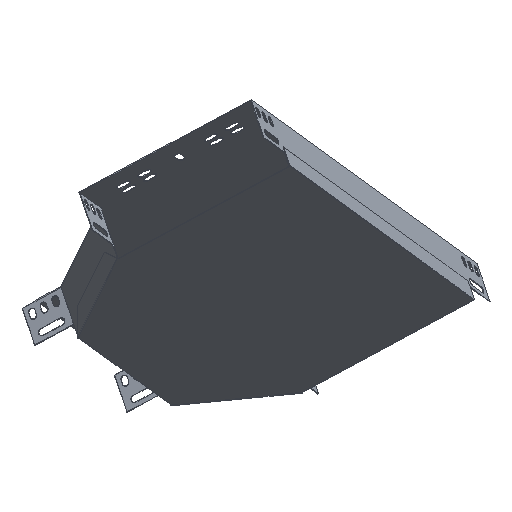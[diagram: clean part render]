
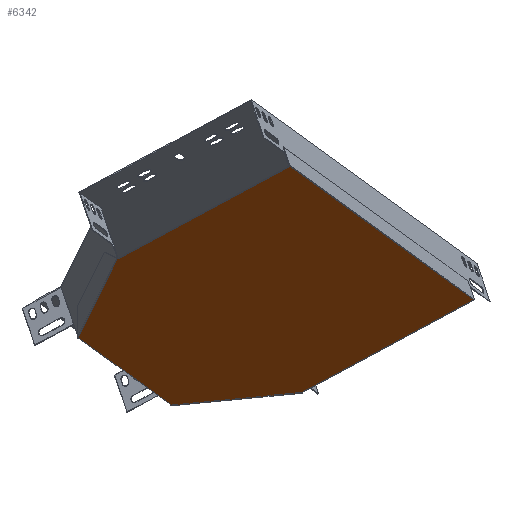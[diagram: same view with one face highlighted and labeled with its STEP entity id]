
A CAD part, front view. The second image highlights one B-rep face of the part: STEP entity #6342.
In plain terms, the highlighted planar face has unit normal (0.283, -0.485, -0.827).
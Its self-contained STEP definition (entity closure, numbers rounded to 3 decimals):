
#116 = ORIENTED_EDGE ( 'NONE', *, *, #4220, .T. ) ;
#281 = CARTESIAN_POINT ( 'NONE',  ( -177.551, 163.465, 67.4 ) ) ;
#380 = VECTOR ( 'NONE', #7138, 1000. ) ;
#399 = CARTESIAN_POINT ( 'NONE',  ( -176.999, 163.696, 67.453 ) ) ;
#403 = CARTESIAN_POINT ( 'NONE',  ( 32.231, -4.339, 237.598 ) ) ;
#422 = DIRECTION ( 'NONE',  ( -0.845, 0.283, -0.455 ) ) ;
#564 = ORIENTED_EDGE ( 'NONE', *, *, #4321, .T. ) ;
#704 = LINE ( 'NONE', #752, #8163 ) ;
#709 = CARTESIAN_POINT ( 'NONE',  ( 44.238, 384.247, 13.679 ) ) ;
#749 = VECTOR ( 'NONE', #422, 1000. ) ;
#752 = CARTESIAN_POINT ( 'NONE',  ( -138.574, 52.454, 145.869 ) ) ;
#774 = EDGE_CURVE ( 'NONE', #6808, #4017, #3330, .T. ) ;
#809 = LINE ( 'NONE', #8136, #8261 ) ;
#821 = EDGE_CURVE ( 'NONE', #859, #4353, #809, .T. ) ;
#859 = VERTEX_POINT ( 'NONE', #5833 ) ;
#1160 = ORIENTED_EDGE ( 'NONE', *, *, #774, .F. ) ;
#1788 = VECTOR ( 'NONE', #2293, 1000. ) ;
#1794 = LINE ( 'NONE', #2651, #4636 ) ;
#1799 = CARTESIAN_POINT ( 'NONE',  ( -138.022, 52.685, 145.922 ) ) ;
#2160 = DIRECTION ( 'NONE',  ( 0.919, 0.385, 0.088 ) ) ;
#2293 = DIRECTION ( 'NONE',  ( 0.276, -0.785, 0.555 ) ) ;
#2473 = CARTESIAN_POINT ( 'NONE',  ( -139.309, 52.146, 145.799 ) ) ;
#2606 = LINE ( 'NONE', #5305, #749 ) ;
#2619 = CARTESIAN_POINT ( 'NONE',  ( 44.073, 384.718, 13.346 ) ) ;
#2649 = DIRECTION ( 'NONE',  ( 0.276, -0.785, 0.555 ) ) ;
#2651 = CARTESIAN_POINT ( 'NONE',  ( -176.999, 163.696, 67.453 ) ) ;
#3056 = PLANE ( 'NONE',  #3540 ) ;
#3163 = CARTESIAN_POINT ( 'NONE',  ( 44.238, 384.247, 13.679 ) ) ;
#3330 = LINE ( 'NONE', #5513, #6657 ) ;
#3377 = DIRECTION ( 'NONE',  ( 0.455, 0.827, -0.33 ) ) ;
#3540 = AXIS2_PLACEMENT_3D ( 'NONE', #3738, #8887, #4441 ) ;
#3554 = VERTEX_POINT ( 'NONE', #8704 ) ;
#3738 = CARTESIAN_POINT ( 'NONE',  ( -216.132, 275.15, -11.33 ) ) ;
#3861 = ORIENTED_EDGE ( 'NONE', *, *, #821, .F. ) ;
#3893 = EDGE_CURVE ( 'NONE', #4380, #7816, #1794, .T. ) ;
#4017 = VERTEX_POINT ( 'NONE', #4298 ) ;
#4020 = EDGE_LOOP ( 'NONE', ( #5177, #8002, #5687, #7632, #564, #1160, #8753, #5700, #3861, #116 ) ) ;
#4127 = EDGE_CURVE ( 'NONE', #6835, #7816, #5480, .T. ) ;
#4176 = VECTOR ( 'NONE', #6698, 1000. ) ;
#4220 = EDGE_CURVE ( 'NONE', #859, #4380, #6527, .T. ) ;
#4298 = CARTESIAN_POINT ( 'NONE',  ( 214.492, 327.223, 105.355 ) ) ;
#4321 = EDGE_CURVE ( 'NONE', #4540, #4017, #8145, .T. ) ;
#4353 = VERTEX_POINT ( 'NONE', #2473 ) ;
#4380 = VERTEX_POINT ( 'NONE', #399 ) ;
#4381 = VERTEX_POINT ( 'NONE', #1799 ) ;
#4389 = EDGE_CURVE ( 'NONE', #6808, #4381, #2606, .T. ) ;
#4441 = DIRECTION ( 'NONE',  ( -0.455, -0.827, 0.33 ) ) ;
#4540 = VERTEX_POINT ( 'NONE', #709 ) ;
#4629 = VECTOR ( 'NONE', #5844, 1000. ) ;
#4636 = VECTOR ( 'NONE', #3377, 1000. ) ;
#5177 = ORIENTED_EDGE ( 'NONE', *, *, #3893, .T. ) ;
#5305 = CARTESIAN_POINT ( 'NONE',  ( 31.556, -4.113, 237.234 ) ) ;
#5480 = LINE ( 'NONE', #6511, #1788 ) ;
#5513 = CARTESIAN_POINT ( 'NONE',  ( 31.717, -5.275, 237.971 ) ) ;
#5687 = ORIENTED_EDGE ( 'NONE', *, *, #7979, .T. ) ;
#5700 = ORIENTED_EDGE ( 'NONE', *, *, #9080, .F. ) ;
#5833 = CARTESIAN_POINT ( 'NONE',  ( -178.286, 163.157, 67.329 ) ) ;
#5844 = DIRECTION ( 'NONE',  ( 0.919, 0.385, 0.088 ) ) ;
#6049 = LINE ( 'NONE', #2619, #7963 ) ;
#6156 = LINE ( 'NONE', #8658, #380 ) ;
#6204 = DIRECTION ( 'NONE',  ( 0.455, 0.827, -0.33 ) ) ;
#6342 = ADVANCED_FACE ( 'NONE', ( #8351 ), #3056, .F. ) ;
#6511 = CARTESIAN_POINT ( 'NONE',  ( -85.853, 330.278, 0.866 ) ) ;
#6527 = LINE ( 'NONE', #281, #4629 ) ;
#6657 = VECTOR ( 'NONE', #6204, 1000. ) ;
#6698 = DIRECTION ( 'NONE',  ( 0.845, -0.283, 0.455 ) ) ;
#6808 = VERTEX_POINT ( 'NONE', #403 ) ;
#6835 = VERTEX_POINT ( 'NONE', #9079 ) ;
#7138 = DIRECTION ( 'NONE',  ( 0.919, 0.385, 0.088 ) ) ;
#7632 = ORIENTED_EDGE ( 'NONE', *, *, #8570, .T. ) ;
#7816 = VERTEX_POINT ( 'NONE', #8930 ) ;
#7963 = VECTOR ( 'NONE', #2649, 1000. ) ;
#7979 = EDGE_CURVE ( 'NONE', #6835, #3554, #6156, .T. ) ;
#8002 = ORIENTED_EDGE ( 'NONE', *, *, #4127, .F. ) ;
#8136 = CARTESIAN_POINT ( 'NONE',  ( -178.597, 164.045, 66.702 ) ) ;
#8145 = LINE ( 'NONE', #3163, #4176 ) ;
#8163 = VECTOR ( 'NONE', #2160, 1000. ) ;
#8261 = VECTOR ( 'NONE', #8864, 1000. ) ;
#8351 = FACE_OUTER_BOUND ( 'NONE', #4020, .T. ) ;
#8570 = EDGE_CURVE ( 'NONE', #3554, #4540, #6049, .T. ) ;
#8658 = CARTESIAN_POINT ( 'NONE',  ( -87.112, 330.471, 0.323 ) ) ;
#8704 = CARTESIAN_POINT ( 'NONE',  ( 43.852, 385.346, 12.902 ) ) ;
#8753 = ORIENTED_EDGE ( 'NONE', *, *, #4389, .T. ) ;
#8864 = DIRECTION ( 'NONE',  ( 0.276, -0.785, 0.555 ) ) ;
#8887 = DIRECTION ( 'NONE',  ( -0.283, 0.485, 0.827 ) ) ;
#8930 = CARTESIAN_POINT ( 'NONE',  ( -85.687, 329.808, 1.199 ) ) ;
#9079 = CARTESIAN_POINT ( 'NONE',  ( -86.073, 330.906, 0.422 ) ) ;
#9080 = EDGE_CURVE ( 'NONE', #4353, #4381, #704, .T. ) ;
